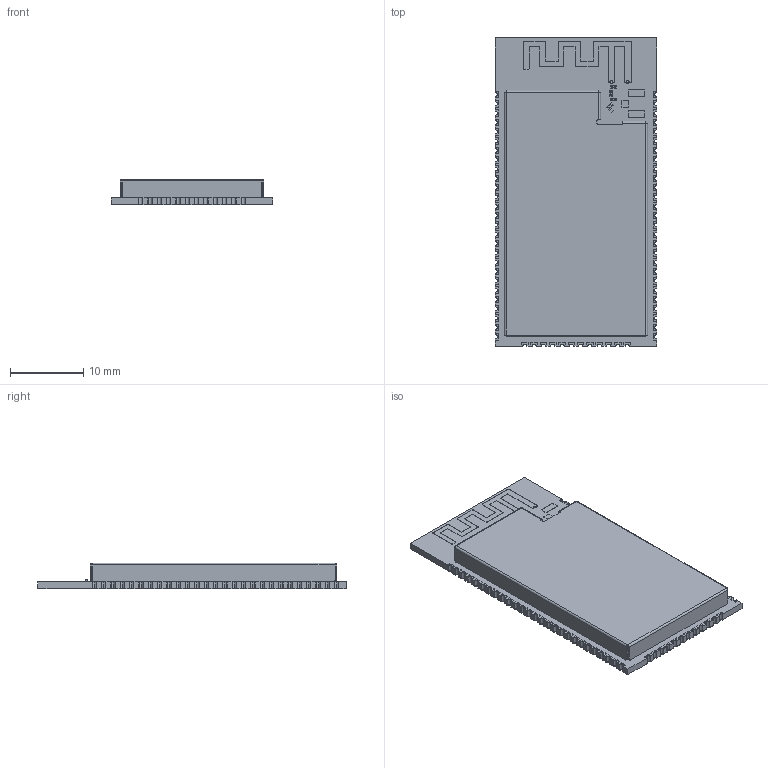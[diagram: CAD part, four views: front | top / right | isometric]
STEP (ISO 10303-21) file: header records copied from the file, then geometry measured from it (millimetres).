
FILE_DESCRIPTION (( 'STEP AP214' ), '1' );
FILE_NAME ('ESP32-DU1906_20211119.STEP', '2021-11-19T12:23:16', ( '' ), ( '' ), 'SwSTEP 2.0', 'SolidWorks', '' );
FILE_SCHEMA (( 'AUTOMOTIVE_DESIGN' ));
Length unit declared in the file: millimetre
Products named in the file (548): R0201_20210301.STEP^Submodel-R0201_part_DesignRootModel_PCB_ESP32-DU1906_V1(2)_PCB_ESP32-DU1906_V1; uid__1-768^DesignRootModel_PCB_ESP32-DU1906_V1(2)_PCB_ESP32-DU1906_V1; uid__1-854^DesignRootModel_PCB_ESP32-DU1906_V1(2)_PCB_ESP32-DU1906_V1; uid__1-976^DesignRootModel_PCB_ESP32-DU1906_V1(2)_PCB_ESP32-DU1906_V1; uid__1-1158^DesignRootModel_PCB_ESP32-DU1906_V1(2)_PCB_ESP32-DU1906_V1; Submodel-R0201_part^DesignRootModel_PCB_ESP32-DU1906_V1(2)_PCB_ESP32-DU1906_V1; C0201_20210301.STEP^Submodel-C0201_part_DesignRootModel_PCB_ESP32-DU1906_V1(2)_PCB_ESP32-DU1906_V1; uid__1-787^DesignRootModel_PCB_ESP32-DU1906_V1(2)_PCB_ESP32-DU1906_V1; uid__1-1094^DesignRootModel_PCB_ESP32-DU1906_V1(2)_PCB_ESP32-DU1906_V1; uid__1-1231^DesignRootModel_PCB_ESP32-DU1906_V1(2)_PCB_ESP32-DU1906_V1; R0201_20210301.STEP^R0201_20210301.STEP_Submodel-R0201_part_DesignRootModel_PCB_ESP32-DU1906_V1(2)_PCB_ESP32-DU1906_V1; uid__1-830^DesignRootModel_PCB_ESP32-DU1906_V1(2)_PCB_ESP32-DU1906_V1; uid__1-1026^DesignRootModel_PCB_ESP32-DU1906_V1(2)_PCB_ESP32-DU1906_V1; uid__1-656^DesignRootModel_PCB_ESP32-DU1906_V1(2)_PCB_ESP32-DU1906_V1; L0201_20210301.STEP^Submodel-L0201_part_DesignRootModel_PCB_ESP32-DU1906_V1(2)_PCB_ESP32-DU1906_V1; uid__1-933^DesignRootModel_PCB_ESP32-DU1906_V1(2)_PCB_ESP32-DU1906_V1; uid__1-943^DesignRootModel_PCB_ESP32-DU1906_V1(2)_PCB_ESP32-DU1906_V1; XTAL3225_20210301.STEP^Submodel-XTAL3225_part_DesignRootModel_PCB_ESP32-DU1906_V1(2)_PCB_ESP32-DU1906_V1; DFN1006.STEP^DFN1006.STEP_Submodel-SOD882_part_DesignRootModel_PCB_ESP32-DU1906_V1(2)_PCB_ESP32-DU1906_V1; uid__1-1082^DesignRootModel_PCB_ESP32-DU1906_V1(2)_PCB_ESP32-DU1906_V1; uid__1-806^DesignRootModel_PCB_ESP32-DU1906_V1(2)_PCB_ESP32-DU1906_V1; uid__1-1143^DesignRootModel_PCB_ESP32-DU1906_V1(2)_PCB_ESP32-DU1906_V1; Submodel-C0201_part^DesignRootModel_PCB_ESP32-DU1906_V1(2)_PCB_ESP32-DU1906_V1; uid__1-781^DesignRootModel_PCB_ESP32-DU1906_V1(2)_PCB_ESP32-DU1906_V1; uid__1-844^DesignRootModel_PCB_ESP32-DU1906_V1(2)_PCB_ESP32-DU1906_V1; uid__1-1229^DesignRootModel_PCB_ESP32-DU1906_V1(2)_PCB_ESP32-DU1906_V1; uid__1-1115^DesignRootModel_PCB_ESP32-DU1906_V1(2)_PCB_ESP32-DU1906_V1; uid__1-534^DesignRootModel_PCB_ESP32-DU1906_V1(2)_PCB_ESP32-DU1906_V1; uid__1-694^DesignRootModel_PCB_ESP32-DU1906_V1(2)_PCB_ESP32-DU1906_V1; uid__1-909^DesignRootModel_PCB_ESP32-DU1906_V1(2)_PCB_ESP32-DU1906_V1; uid__1-1165^DesignRootModel_PCB_ESP32-DU1906_V1(2)_PCB_ESP32-DU1906_V1; uid__1-631^DesignRootModel_PCB_ESP32-DU1906_V1(2)_PCB_ESP32-DU1906_V1; uid__1-1018^DesignRootModel_PCB_ESP32-DU1906_V1(2)_PCB_ESP32-DU1906_V1; uid__1-936^DesignRootModel_PCB_ESP32-DU1906_V1(2)_PCB_ESP32-DU1906_V1; uid__1-1129^DesignRootModel_PCB_ESP32-DU1906_V1(2)_PCB_ESP32-DU1906_V1; uid__1-541^DesignRootModel_PCB_ESP32-DU1906_V1(2)_PCB_ESP32-DU1906_V1; uid__1-1048^DesignRootModel_PCB_ESP32-DU1906_V1(2)_PCB_ESP32-DU1906_V1; uid__1-977^DesignRootModel_PCB_ESP32-DU1906_V1(2)_PCB_ESP32-DU1906_V1; DU1906.STEP^Submodel-QFN64_0P4_8_part_DesignRootModel_PCB_ESP32-DU1906_V1(2)_PCB_ESP32-DU1906_V1; uid__1-600^DesignRootModel_PCB_ESP32-DU1906_V1(2)_PCB_ESP32-DU1906_V1 ...
Assembly tree (695 placements, depth 6):
  ESP32-DU1906_20211119
    PCB_ESP32-DU1906_V1(2)^PCB_ESP32-DU1906_V1
      DesignRootModel^PCB_ESP32-DU1906_V1(2)_PCB_ESP32-DU1906_V1
        Submodel-R0201_part^DesignRootModel_PCB_ESP32-DU1906_V1(2)_PCB_ESP32-DU1906_V1
          R0201_20210301.STEP^Submodel-R0201_part_DesignRootModel_PCB_ESP32-DU1906_V1(2)_PCB_ESP32-DU1906_V1
            R0201_20210301.STEP^R0201_20210301.STEP_Submodel-R0201_part_DesignRootModel_PCB_ESP32-DU1906_V1(2)_PCB_ESP32-DU1906_V1
        Submodel-R0201_part^DesignRootModel_PCB_ESP32-DU1906_V1(2)_PCB_ESP32-DU1906_V1
          R0201_20210301.STEP^Submodel-R0201_part_DesignRootModel_PCB_ESP32-DU1906_V1(2)_PCB_ESP32-DU1906_V1
            R0201_20210301.STEP^R0201_20210301.STEP_Submodel-R0201_part_DesignRootModel_PCB_ESP32-DU1906_V1(2)_PCB_ESP32-DU1906_V1
        Submodel-R0201_part^DesignRootModel_PCB_ESP32-DU1906_V1(2)_PCB_ESP32-DU1906_V1
          R0201_20210301.STEP^Submodel-R0201_part_DesignRootModel_PCB_ESP32-DU1906_V1(2)_PCB_ESP32-DU1906_V1
            R0201_20210301.STEP^R0201_20210301.STEP_Submodel-R0201_part_DesignRootModel_PCB_ESP32-DU1906_V1(2)_PCB_ESP32-DU1906_V1
        Submodel-R0201_part^DesignRootModel_PCB_ESP32-DU1906_V1(2)_PCB_ESP32-DU1906_V1
          R0201_20210301.STEP^Submodel-R0201_part_DesignRootModel_PCB_ESP32-DU1906_V1(2)_PCB_ESP32-DU1906_V1
            R0201_20210301.STEP^R0201_20210301.STEP_Submodel-R0201_part_DesignRootModel_PCB_ESP32-DU1906_V1(2)_PCB_ESP32-DU1906_V1
        Submodel-R0201_part^DesignRootModel_PCB_ESP32-DU1906_V1(2)_PCB_ESP32-DU1906_V1
          R0201_20210301.STEP^Submodel-R0201_part_DesignRootModel_PCB_ESP32-DU1906_V1(2)_PCB_ESP32-DU1906_V1
            R0201_20210301.STEP^R0201_20210301.STEP_Submodel-R0201_part_DesignRootModel_PCB_ESP32-DU1906_V1(2)_PCB_ESP32-DU1906_V1
        Submodel-L0201_part^DesignRootModel_PCB_ESP32-DU1906_V1(2)_PCB_ESP32-DU1906_V1
          L0201_20210301.STEP^Submodel-L0201_part_DesignRootModel_PCB_ESP32-DU1906_V1(2)_PCB_ESP32-DU1906_V1
            L0201_20210301.STEP^L0201_20210301.STEP_Submodel-L0201_part_DesignRootModel_PCB_ESP32-DU1906_V1(2)_PCB_ESP32-DU1906_V1
        Submodel-C0201_part^DesignRootModel_PCB_ESP32-DU1906_V1(2)_PCB_ESP32-DU1906_V1
          C0201_20210301.STEP^Submodel-C0201_part_DesignRootModel_PCB_ESP32-DU1906_V1(2)_PCB_ESP32-DU1906_V1
            C0201_20210301.STEP^C0201_20210301.STEP_Submodel-C0201_part_DesignRootModel_PCB_ESP32-DU1906_V1(2)_PCB_ESP32-DU1906_V1
        Submodel-C0201_part^DesignRootModel_PCB_ESP32-DU1906_V1(2)_PCB_ESP32-DU1906_V1
          C0201_20210301.STEP^Submodel-C0201_part_DesignRootModel_PCB_ESP32-DU1906_V1(2)_PCB_ESP32-DU1906_V1
            C0201_20210301.STEP^C0201_20210301.STEP_Submodel-C0201_part_DesignRootModel_PCB_ESP32-DU1906_V1(2)_PCB_ESP32-DU1906_V1
        Submodel-MINI_ANT_TYPEB_DU_1501846164_part^DesignRootModel_PCB_ESP32-DU1906_V1(2)_PCB_ESP32-DU1906_V1
          trace_1^Submodel-MINI_ANT_TYPEB_DU_1501846164_part_DesignRootModel_PCB_ESP32-DU1906_V1(2)_PCB_ESP32-DU1906_V1
        Submodel-XTAL3225_part^DesignRootModel_PCB_ESP32-DU1906_V1(2)_PCB_ESP32-DU1906_V1
          XTAL3225_20210301.STEP^Submodel-XTAL3225_part_DesignRootModel_PCB_ESP32-DU1906_V1(2)_PCB_ESP32-DU1906_V1
            XTAL3225_20210301.STEP^XTAL3225_20210301.STEP_Submodel-XTAL3225_part_DesignRootModel_PCB_ESP32-DU1906_V1(2)_PCB_ESP32-DU1906_V1
        Submodel-XTAL3225_part^DesignRootModel_PCB_ESP32-DU1906_V1(2)_PCB_ESP32-DU1906_V1
          XTAL3225_20210301.STEP^Submodel-XTAL3225_part_DesignRootModel_PCB_ESP32-DU1906_V1(2)_PCB_ESP32-DU1906_V1
            XTAL3225_20210301.STEP^XTAL3225_20210301.STEP_Submodel-XTAL3225_part_DesignRootModel_PCB_ESP32-DU1906_V1(2)_PCB_ESP32-DU1906_V1
        Submodel-SOP8_1P27_5P4_part^DesignRootModel_PCB_ESP32-DU1906_V1(2)_PCB_ESP32-DU1906_V1
          PSRAM_20210301.STEP^Submodel-SOP8_1P27_5P4_part_DesignRootModel_PCB_ESP32-DU1906_V1(2)_PCB_ESP32-DU1906_V1
            PSRAM_20210301.STEP^PSRAM_20210301.STEP_Submodel-SOP8_1P27_5P4_part_DesignRootModel_PCB_ESP32-DU1906_V1(2)_PCB_ESP32-DU1906_V1
        Submodel-QFN48EB_0P35_5_part^DesignRootModel_PCB_ESP32-DU1906_V1(2)_PCB_ESP32-DU1906_V1
          ESP32_5x5_20210301.STEP^Submodel-QFN48EB_0P35_5_part_DesignRootModel_PCB_ESP32-DU1906_V1(2)_PCB_ESP32-DU1906_V1
            ESP32_5x5_20210301.STEP^ESP32_5x5_20210301.STEP_Submodel-QFN48EB_0P35_5_part_DesignRootModel_PCB_ESP32-DU1906_V1(2)_PCB_ESP32-DU1906_V1
        Submodel-SOIC08-WN_part^DesignRootModel_PCB_ESP32-DU1906_V1(2)_PCB_ESP32-DU1906_V1
          SOIC8_208_20210301.STEP^Submodel-SOIC08-WN_part_DesignRootModel_PCB_ESP32-DU1906_V1(2)_PCB_ESP32-DU1906_V1
            SOIC8_208_20210301.STEP^SOIC8_208_20210301.STEP_Submodel-SOIC08-WN_part_DesignRootModel_PCB_ESP32-DU1906_V1(2)_PCB_ESP32-DU1906_V1
        Submodel-QFN64_0P4_8_part^DesignRootModel_PCB_ESP32-DU1906_V1(2)_PCB_ESP32-DU1906_V1
          DU1906.STEP^Submodel-QFN64_0P4_8_part_DesignRootModel_PCB_ESP32-DU1906_V1(2)_PCB_ESP32-DU1906_V1
            DU1906.STEP^DU1906.STEP_Submodel-QFN64_0P4_8_part_DesignRootModel_PCB_ESP32-DU1906_V1(2)_PCB_ESP32-DU1906_V1
        Submodel-R0402_part^DesignRootModel_PCB_ESP32-DU1906_V1(2)_PCB_ESP32-DU1906_V1
          R0402_20210301.STEP^Submodel-R0402_part_DesignRootModel_PCB_ESP32-DU1906_V1(2)_PCB_ESP32-DU1906_V1
            R0402_20210301.STEP^R0402_20210301.STEP_Submodel-R0402_part_DesignRootModel_PCB_ESP32-DU1906_V1(2)_PCB_ESP32-DU1906_V1
        Submodel-R0402_part^DesignRootModel_PCB_ESP32-DU1906_V1(2)_PCB_ESP32-DU1906_V1
          R0402_20210301.STEP^Submodel-R0402_part_DesignRootModel_PCB_ESP32-DU1906_V1(2)_PCB_ESP32-DU1906_V1
            R0402_20210301.STEP^R0402_20210301.STEP_Submodel-R0402_part_DesignRootModel_PCB_ESP32-DU1906_V1(2)_PCB_ESP32-DU1906_V1
        Submodel-R0201_part^DesignRootModel_PCB_ESP32-DU1906_V1(2)_PCB_ESP32-DU1906_V1
          R0201_20210301.STEP^Submodel-R0201_part_DesignRootModel_PCB_ESP32-DU1906_V1(2)_PCB_ESP32-DU1906_V1
            R0201_20210301.STEP^R0201_20210301.STEP_Submodel-R0201_part_DesignRootModel_PCB_ESP32-DU1906_V1(2)_PCB_ESP32-DU1906_V1
        Submodel-R0201_part^DesignRootModel_PCB_ESP32-DU1906_V1(2)_PCB_ESP32-DU1906_V1
          R0201_20210301.STEP^Submodel-R0201_part_DesignRootModel_PCB_ESP32-DU1906_V1(2)_PCB_ESP32-DU1906_V1
            R0201_20210301.STEP^R0201_20210301.STEP_Submodel-R0201_part_DesignRootModel_PCB_ESP32-DU1906_V1(2)_PCB_ESP32-DU1906_V1
        Submodel-R0201_part^DesignRootModel_PCB_ESP32-DU1906_V1(2)_PCB_ESP32-DU1906_V1
Bounding box: 22 x 42 x 3.5 mm (x, y, z)
Volume: 1185.1 mm3; surface area: 5002.7 mm2
Topology: 649 solids, 651 shells, 8958 faces, 21503 edges, 13590 vertices
Faces by surface type: plane 6691, cylinder 1771, sphere 418, bspline 70, torus 8
Entity records: 160526 total; most frequent: CARTESIAN_POINT 29187, DIRECTION 23189, ORIENTED_EDGE 22108, EDGE_CURVE 11054, LINE 9585, VECTOR 9585, VERTEX_POINT 7288, AXIS2_PLACEMENT_3D 6802
